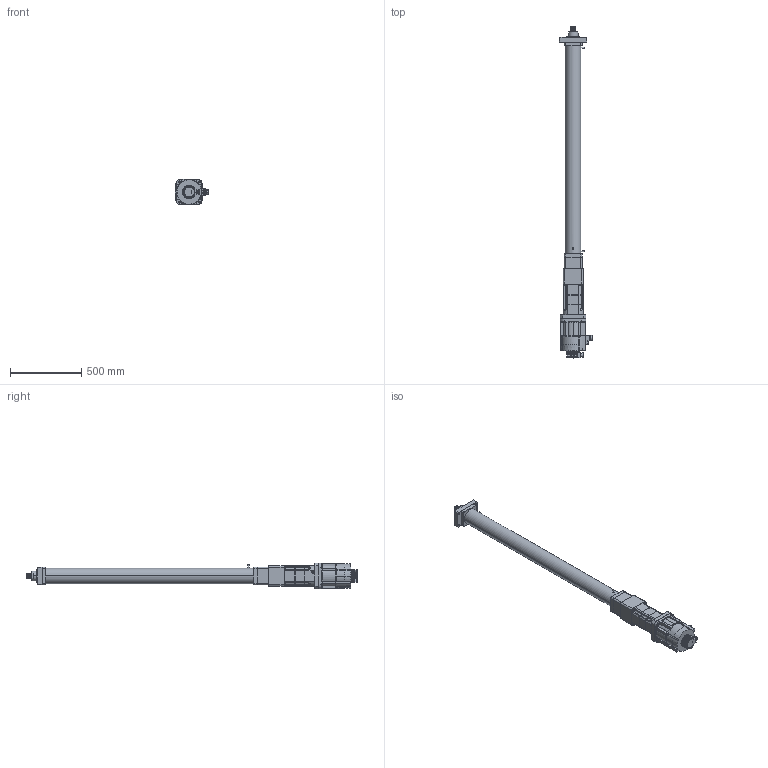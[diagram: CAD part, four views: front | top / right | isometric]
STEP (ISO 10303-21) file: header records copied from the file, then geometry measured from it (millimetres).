
FILE_DESCRIPTION (( 'STEP AP203' ), '1' );
FILE_NAME ('231120-ZQ-110缸直联1300行程装配体.STEP', '2023-11-20T02:48:55', ( '微软用户' ), ( '微软中国' ), 'SwSTEP 2.0', 'SolidWorks 2016', '' );
FILE_SCHEMA (( 'CONFIG_CONTROL_DESIGN' ));
Length unit declared in the file: millimetre
Products named in the file (9): PGH142-CQ_L2; MS1H3-29C15CD-U(A)334Z; 110缸行程1300直联前法兰安装; GB_X2_ff0f_X0_T1096-2003_X2_666e901a5e73952e_X0_A_X2_578b_X0_12_X2_00d7_X0_65; PGH142-L1 35-114.3-200-M12-180WZ; GB_X2_ff0f_X0_T70_X2_ff0e_X0_1-2000_X2_5185516d89d2570667f1593487ba9489_X0_M10_X2_00d7_X0_30; 231120-ZQ-110缸直联1300行程装配体; PGH142-180WZ01; GB_X2_ff0f_X0_T70_X2_ff0e_X0_1-2000_X2_5185516d89d2570667f1593487ba9489_X0_M8_X2_00d7_X0_45
Assembly tree (12 placements, depth 3):
  231120-ZQ-110缸直联1300行程装配体
    110缸行程1300直联前法兰安装
    MS1H3-29C15CD-U(A)334Z
    PGH142-L1 35-114.3-200-M12-180WZ
      PGH142-CQ_L2
      GB_X2_ff0f_X0_T1096-2003_X2_666e901a5e73952e_X0_A_X2_578b_X0_12_X2_00d7_X0_65
      PGH142-180WZ01
      GB_X2_ff0f_X0_T70_X2_ff0e_X0_1-2000_X2_5185516d89d2570667f1593487ba9489_X0_M10_X2_00d7_X0_30  x2
      GB_X2_ff0f_X0_T70_X2_ff0e_X0_1-2000_X2_5185516d89d2570667f1593487ba9489_X0_M8_X2_00d7_X0_45  x4
Bounding box: 235.5 x 2337.5 x 180 mm (x, y, z)
Volume: 19036777.9 mm3; surface area: 2092519.2 mm2
Topology: 32 solids, 33 shells, 1637 faces, 4037 edges, 2469 vertices
Faces by surface type: cylinder 760, plane 492, bspline 330, cone 55
Entity records: 58130 total; most frequent: CARTESIAN_POINT 21620, ORIENTED_EDGE 7540, DIRECTION 7389, EDGE_CURVE 3770, AXIS2_PLACEMENT_3D 2848, VERTEX_POINT 2359, EDGE_LOOP 1773, VECTOR 1693
